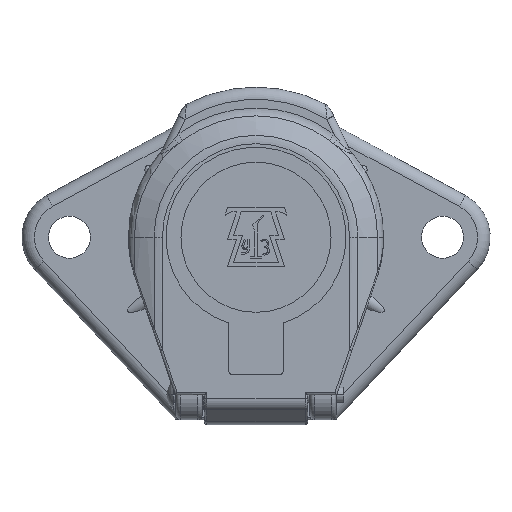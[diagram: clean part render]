
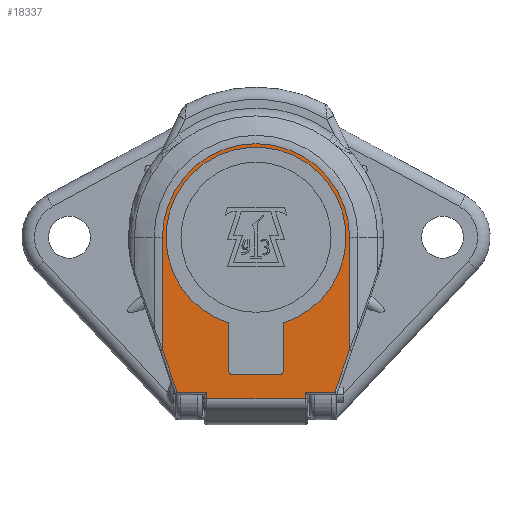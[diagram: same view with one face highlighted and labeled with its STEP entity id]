
A CAD part, front view. The second image highlights one B-rep face of the part: STEP entity #18337.
In plain terms, the highlighted planar face has unit normal (0, -1, 0).
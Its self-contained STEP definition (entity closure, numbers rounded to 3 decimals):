
#2249=DIRECTION('',(0.,0.,1.));
#2250=VECTOR('',#2249,1.269);
#2251=CARTESIAN_POINT('',(-9.8,-14.,-32.269));
#2252=LINE('',#2251,#2250);
#2280=DIRECTION('',(0.,0.,1.));
#2281=VECTOR('',#2280,22.48);
#2282=CARTESIAN_POINT('',(-18.7,-14.,-22.48));
#2283=LINE('',#2282,#2281);
#2284=DIRECTION('',(0.,0.,-1.));
#2285=VECTOR('',#2284,22.48);
#2286=CARTESIAN_POINT('',(18.7,-14.,0.));
#2287=LINE('',#2286,#2285);
#2292=DIRECTION('',(0.,0.,-1.));
#2293=VECTOR('',#2292,1.269);
#2294=CARTESIAN_POINT('',(9.8,-14.,-31.));
#2295=LINE('',#2294,#2293);
#2423=DIRECTION('',(1.,0.,0.));
#2424=VECTOR('',#2423,19.6);
#2425=CARTESIAN_POINT('',(-9.8,-14.,-32.269));
#2426=LINE('',#2425,#2424);
#2476=DIRECTION('',(1.,0.,0.));
#2477=VECTOR('',#2476,5.966);
#2478=CARTESIAN_POINT('',(9.8,-14.,-31.));
#2479=LINE('',#2478,#2477);
#2480=CARTESIAN_POINT('',(15.766,-14.,-31.));
#2685=DIRECTION('',(0.326,0.,0.946));
#2686=VECTOR('',#2685,9.011);
#2687=CARTESIAN_POINT('',(15.766,-14.,-31.));
#2688=LINE('',#2687,#2686);
#2693=CARTESIAN_POINT('',(18.7,-14.,-22.48));
#2717=CARTESIAN_POINT('',(0.,-14.,0.));
#2718=DIRECTION('',(0.,-1.,0.));
#2719=DIRECTION('',(1.,0.,0.));
#2720=AXIS2_PLACEMENT_3D('',#2717,#2718,#2719);
#2734=CARTESIAN_POINT('',(-18.7,-14.,-22.48));
#2966=DIRECTION('',(1.,0.,0.));
#2967=VECTOR('',#2966,5.966);
#2968=CARTESIAN_POINT('',(-15.766,-14.,-31.));
#2969=LINE('',#2968,#2967);
#2990=CARTESIAN_POINT('',(-15.766,-14.,-31.));
#2996=DIRECTION('',(-0.326,0.,0.946));
#2997=VECTOR('',#2996,9.011);
#2998=CARTESIAN_POINT('',(-15.766,-14.,-31.));
#2999=LINE('',#2998,#2997);
#3794=DIRECTION('',(0.,0.,1.));
#3795=VECTOR('',#3794,9.361);
#3796=CARTESIAN_POINT('',(-5.5,-14.,-26.5));
#3797=LINE('',#3796,#3795);
#4010=DIRECTION('',(0.,0.,-1.));
#4011=VECTOR('',#4010,9.361);
#4012=CARTESIAN_POINT('',(5.5,-14.,-17.139));
#4013=LINE('',#4012,#4011);
#4673=CARTESIAN_POINT('',(-4.5,-14.,-26.5));
#4674=DIRECTION('',(0.,1.,0.));
#4675=DIRECTION('',(0.,0.,-1.));
#4676=AXIS2_PLACEMENT_3D('',#4673,#4674,#4675);
#4734=CARTESIAN_POINT('',(0.,-14.,0.));
#4735=DIRECTION('',(0.,1.,0.));
#4736=DIRECTION('',(-0.306,0.,-0.952));
#4737=AXIS2_PLACEMENT_3D('',#4734,#4735,#4736);
#4761=CARTESIAN_POINT('',(4.5,-14.,-26.5));
#4762=DIRECTION('',(0.,1.,0.));
#4763=DIRECTION('',(1.,0.,0.));
#4764=AXIS2_PLACEMENT_3D('',#4761,#4762,#4763);
#4774=DIRECTION('',(-1.,0.,0.));
#4775=VECTOR('',#4774,9.);
#4776=CARTESIAN_POINT('',(4.5,-14.,-27.5));
#4777=LINE('',#4776,#4775);
#13710=CARTESIAN_POINT('',(-18.7,-14.,0.));
#13712=VERTEX_POINT('',#13710);
#13716=CARTESIAN_POINT('',(18.7,-14.,0.));
#13718=VERTEX_POINT('',#13716);
#13728=VERTEX_POINT('',#2693);
#13738=VERTEX_POINT('',#2734);
#13755=VERTEX_POINT('',#2990);
#13756=VERTEX_POINT('',#2480);
#13874=CARTESIAN_POINT('',(-5.5,-14.,-17.139));
#13875=CARTESIAN_POINT('',(5.5,-14.,-17.139));
#13876=VERTEX_POINT('',#13874);
#13877=VERTEX_POINT('',#13875);
#13967=CARTESIAN_POINT('',(5.5,-14.,-26.5));
#13969=VERTEX_POINT('',#13967);
#13970=CARTESIAN_POINT('',(-5.5,-14.,-26.5));
#13972=VERTEX_POINT('',#13970);
#13974=CARTESIAN_POINT('',(4.5,-14.,-27.5));
#13975=CARTESIAN_POINT('',(-4.5,-14.,-27.5));
#13976=VERTEX_POINT('',#13974);
#13977=VERTEX_POINT('',#13975);
#14014=CARTESIAN_POINT('',(-9.8,-14.,-32.269));
#14015=CARTESIAN_POINT('',(-9.8,-14.,-31.));
#14016=VERTEX_POINT('',#14014);
#14017=VERTEX_POINT('',#14015);
#14064=CARTESIAN_POINT('',(9.8,-14.,-32.269));
#14065=VERTEX_POINT('',#14064);
#14068=CARTESIAN_POINT('',(9.8,-14.,-31.));
#14069=VERTEX_POINT('',#14068);
#18297=CARTESIAN_POINT('',(0.,-14.,0.));
#18298=DIRECTION('',(0.,-1.,0.));
#18299=DIRECTION('',(-1.,0.,0.));
#18300=AXIS2_PLACEMENT_3D('',#18297,#18298,#18299);
#18301=PLANE('',#18300);
#18303=ORIENTED_EDGE('',*,*,#18302,.T.);
#18305=ORIENTED_EDGE('',*,*,#18304,.F.);
#18306=ORIENTED_EDGE('',*,*,#18287,.T.);
#18308=ORIENTED_EDGE('',*,*,#18307,.F.);
#18310=ORIENTED_EDGE('',*,*,#18309,.T.);
#18312=ORIENTED_EDGE('',*,*,#18311,.T.);
#18314=ORIENTED_EDGE('',*,*,#18313,.F.);
#18316=ORIENTED_EDGE('',*,*,#18315,.T.);
#18318=ORIENTED_EDGE('',*,*,#18317,.F.);
#18320=ORIENTED_EDGE('',*,*,#18319,.F.);
#18321=EDGE_LOOP('',(#18303,#18305,#18306,#18308,#18310,#18312,#18314,#18316,
#18318,#18320));
#18322=FACE_OUTER_BOUND('',#18321,.F.);
#18324=ORIENTED_EDGE('',*,*,#18323,.F.);
#18326=ORIENTED_EDGE('',*,*,#18325,.F.);
#18328=ORIENTED_EDGE('',*,*,#18327,.F.);
#18330=ORIENTED_EDGE('',*,*,#18329,.F.);
#18332=ORIENTED_EDGE('',*,*,#18331,.F.);
#18334=ORIENTED_EDGE('',*,*,#18333,.F.);
#18335=EDGE_LOOP('',(#18324,#18326,#18328,#18330,#18332,#18334));
#18336=FACE_BOUND('',#18335,.F.);
#18337=ADVANCED_FACE('',(#18322,#18336),#18301,.T.);
#2721=CIRCLE('',#2720,18.7);
#4677=CIRCLE('',#4676,1.);
#4738=CIRCLE('',#4737,18.);
#4765=CIRCLE('',#4764,1.);
#18287=EDGE_CURVE('',#14016,#14017,#2252,.T.);
#18302=EDGE_CURVE('',#14069,#14065,#2295,.T.);
#18304=EDGE_CURVE('',#14016,#14065,#2426,.T.);
#18307=EDGE_CURVE('',#13755,#14017,#2969,.T.);
#18309=EDGE_CURVE('',#13755,#13738,#2999,.T.);
#18311=EDGE_CURVE('',#13738,#13712,#2283,.T.);
#18313=EDGE_CURVE('',#13718,#13712,#2721,.T.);
#18315=EDGE_CURVE('',#13718,#13728,#2287,.T.);
#18317=EDGE_CURVE('',#13756,#13728,#2688,.T.);
#18319=EDGE_CURVE('',#14069,#13756,#2479,.T.);
#18323=EDGE_CURVE('',#13972,#13876,#3797,.T.);
#18325=EDGE_CURVE('',#13977,#13972,#4677,.T.);
#18327=EDGE_CURVE('',#13976,#13977,#4777,.T.);
#18329=EDGE_CURVE('',#13969,#13976,#4765,.T.);
#18331=EDGE_CURVE('',#13877,#13969,#4013,.T.);
#18333=EDGE_CURVE('',#13876,#13877,#4738,.T.);
